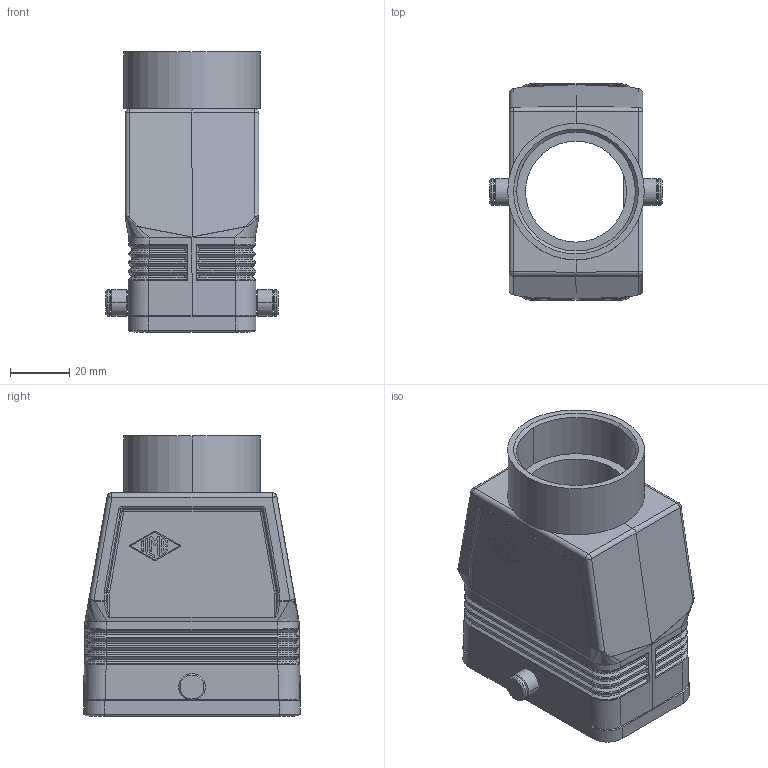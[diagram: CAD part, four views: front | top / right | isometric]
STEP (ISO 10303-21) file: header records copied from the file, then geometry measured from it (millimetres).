
FILE_DESCRIPTION(('Creo Elements/Direct Modeling STEP Export'),'2;1');
FILE_NAME('0ln7uvk4pm7ol685848','2019-03-12T15:34:41',(''),(''),'PTC Creo Elements/Direct Modeling STEP processor for AP214 (Solid Model)','PTC Creo Elements/Direct Modeling 19.0E 27-Jun-2016 (C) Parametric Technology GmbH','');
FILE_SCHEMA(('AUTOMOTIVE_DESIGN { 1 0 10303 214 1 1 1 1 }'));
Products named in the file (2): MAV_10_GYC40
Assembly tree (1 placements, depth 2):
  MAV_10_GYC40
    MAV_10_GYC40
Bounding box: 58 x 73 x 94.25 mm (x, y, z)
Volume: 84418.9 mm3; surface area: 42175.7 mm2
Topology: 1 solids, 1 shells, 506 faces, 1220 edges, 731 vertices
Faces by surface type: plane 162, bspline 150, cylinder 144, extrusion 28, cone 14, sphere 4, torus 4
Entity records: 46032 total; most frequent: CARTESIAN_POINT 35918, ORIENTED_EDGE 2428, DIRECTION 1510, EDGE_CURVE 1212, VERTEX_POINT 731, VECTOR 588, LINE 560, EDGE_LOOP 531
